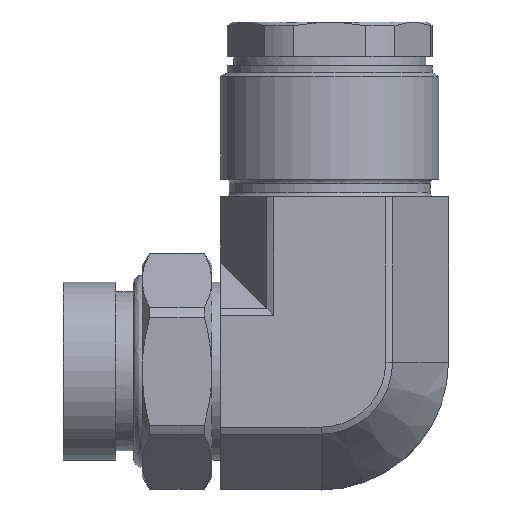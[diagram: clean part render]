
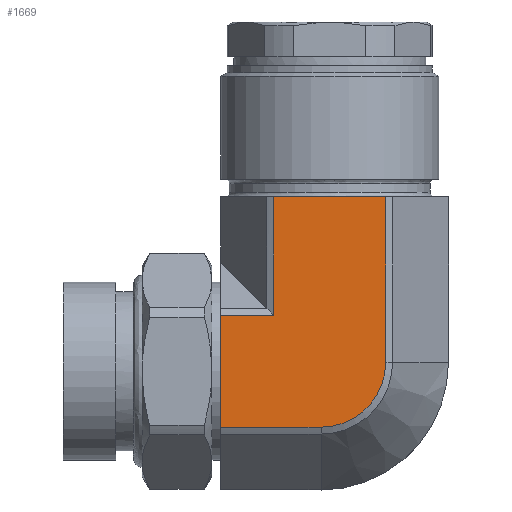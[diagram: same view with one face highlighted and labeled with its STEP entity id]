
A CAD part, left-side view. The second image highlights one B-rep face of the part: STEP entity #1669.
In plain terms, the highlighted planar face has unit normal (-1, 0, 0).
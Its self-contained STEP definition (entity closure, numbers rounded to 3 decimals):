
#614=(
BOUNDED_CURVE()
B_SPLINE_CURVE(1,(#6988,#6989),.UNSPECIFIED.,.F.,.F.)
B_SPLINE_CURVE_WITH_KNOTS((2,2),(0.,1.),.UNSPECIFIED.)
CURVE()
GEOMETRIC_REPRESENTATION_ITEM()
RATIONAL_B_SPLINE_CURVE((1.,1.))
REPRESENTATION_ITEM('')
);
#718=FACE_OUTER_BOUND('',#2154,.T.);
#971=LINE('',#6996,#1323);
#972=LINE('',#7006,#1324);
#974=LINE('',#7020,#1326);
#981=LINE('',#7038,#1333);
#994=LINE('',#7124,#1346);
#995=LINE('',#7133,#1347);
#1323=VECTOR('',#5333,1.);
#1324=VECTOR('',#5338,1.);
#1326=VECTOR('',#5344,1.);
#1333=VECTOR('',#5355,1.);
#1346=VECTOR('',#5392,1.);
#1347=VECTOR('',#5395,1.);
#1669=ADVANCED_FACE('',(#718),#1886,.F.);
#1886=PLANE('',#4878);
#2154=EDGE_LOOP('',(#2602,#2603,#2604,#2605,#2606,#2607,#2608,#2609));
#2602=ORIENTED_EDGE('',*,*,#4060,.F.);
#2603=ORIENTED_EDGE('',*,*,#4003,.F.);
#2604=ORIENTED_EDGE('',*,*,#4026,.T.);
#2605=ORIENTED_EDGE('',*,*,#4027,.T.);
#2606=ORIENTED_EDGE('',*,*,#4041,.T.);
#2607=ORIENTED_EDGE('',*,*,#4030,.F.);
#2608=ORIENTED_EDGE('',*,*,#4034,.F.);
#2609=ORIENTED_EDGE('',*,*,#4062,.F.);
#3621=VERTEX_POINT('',#6909);
#3622=VERTEX_POINT('',#6911);
#3632=VERTEX_POINT('',#6987);
#3633=VERTEX_POINT('',#6997);
#3635=VERTEX_POINT('',#7005);
#3636=VERTEX_POINT('',#7007);
#3639=VERTEX_POINT('',#7019);
#3651=VERTEX_POINT('',#7125);
#4003=EDGE_CURVE('',#3621,#3622,#4488,.T.);
#4026=EDGE_CURVE('',#3621,#3632,#614,.T.);
#4027=EDGE_CURVE('',#3632,#3633,#971,.T.);
#4030=EDGE_CURVE('',#3635,#3636,#972,.T.);
#4034=EDGE_CURVE('',#3639,#3635,#974,.T.);
#4041=EDGE_CURVE('',#3633,#3636,#981,.T.);
#4060=EDGE_CURVE('',#3622,#3651,#994,.T.);
#4062=EDGE_CURVE('',#3651,#3639,#995,.T.);
#4488=CIRCLE('',#4841,7.4);
#4841=AXIS2_PLACEMENT_3D('',#6910,#5287,#5288);
#4878=AXIS2_PLACEMENT_3D('',#7134,#5396,#5397);
#5287=DIRECTION('',(1.,0.,0.));
#5288=DIRECTION('',(0.,-1.,0.));
#5333=DIRECTION('',(0.,1.,0.));
#5338=DIRECTION('',(0.,0.,1.));
#5344=DIRECTION('',(0.,-1.,0.));
#5355=DIRECTION('',(0.,1.,0.));
#5392=DIRECTION('',(0.,1.,0.));
#5395=DIRECTION('',(0.,0.,1.));
#5396=DIRECTION('',(1.,0.,0.));
#5397=DIRECTION('',(0.,0.,-1.));
#6909=CARTESIAN_POINT('',(-12.,-6.4,-34.));
#6910=CARTESIAN_POINT('',(-12.,1.,-34.));
#6911=CARTESIAN_POINT('',(-12.,1.,-41.4));
#6987=CARTESIAN_POINT('',(-12.,-6.4,-15.));
#6988=CARTESIAN_POINT('',(-12.,-6.4,-34.));
#6989=CARTESIAN_POINT('',(-12.,-6.4,-15.));
#6996=CARTESIAN_POINT('',(-12.,-6.4,-15.));
#6997=CARTESIAN_POINT('',(-12.,0.,-15.));
#7005=CARTESIAN_POINT('',(-12.,6.4,-28.6));
#7006=CARTESIAN_POINT('',(-12.,6.4,-28.6));
#7007=CARTESIAN_POINT('',(-12.,6.4,-15.));
#7019=CARTESIAN_POINT('',(-12.,12.5,-28.6));
#7020=CARTESIAN_POINT('',(-12.,12.5,-28.6));
#7038=CARTESIAN_POINT('',(-12.,0.,-15.));
#7124=CARTESIAN_POINT('',(-12.,1.,-41.4));
#7125=CARTESIAN_POINT('',(-12.,12.5,-41.4));
#7133=CARTESIAN_POINT('',(-12.,12.5,-41.4));
#7134=CARTESIAN_POINT('',(-12.,-8.761,-14.77));
